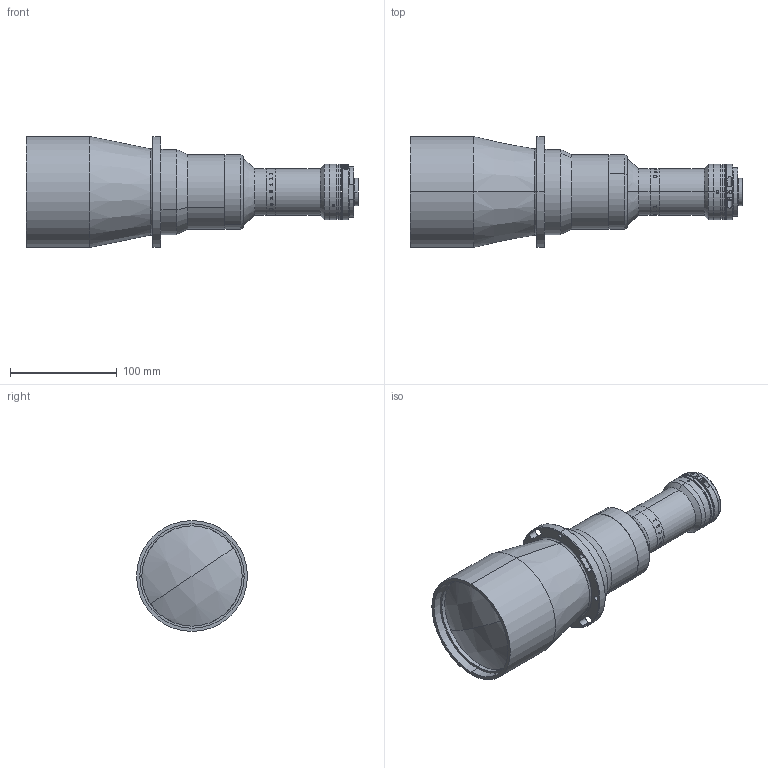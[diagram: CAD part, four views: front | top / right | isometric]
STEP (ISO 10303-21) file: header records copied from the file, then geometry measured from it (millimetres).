
FILE_DESCRIPTION (( 'STEP AP203' ), '1' );
FILE_NAME ('XF-PTL08023-0290-180C-(HD).STEP', '2018-12-21T02:09:48', ( 'canrill005' ), ( '' ), 'SwSTEP 2.0', 'SolidWorks 2014', '' );
FILE_SCHEMA (( 'CONFIG_CONTROL_DESIGN' ));
Length unit declared in the file: millimetre
Products named in the file (2): XF-PTL08023-0290-180C-(HD)
Bounding box: 311.38 x 104 x 104 mm (x, y, z)
Surface area: 108840.5 mm2 (no closed solid volume)
Topology: 0 solids, 35 shells, 185 faces, 997 edges, 848 vertices
Faces by surface type: cylinder 106, plane 43, cone 16, torus 14, sphere 4, bspline 2
Entity records: 16170 total; most frequent: CARTESIAN_POINT 8580, DIRECTION 1481, ORIENTED_EDGE 1328, EDGE_CURVE 995, VERTEX_POINT 848, AXIS2_PLACEMENT_3D 587, CIRCLE 402, VECTOR 307
